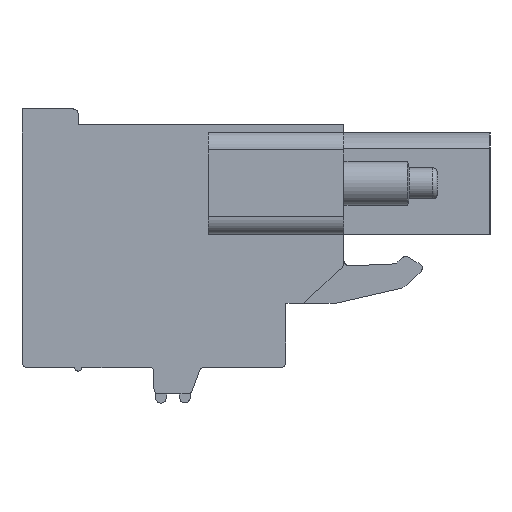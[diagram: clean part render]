
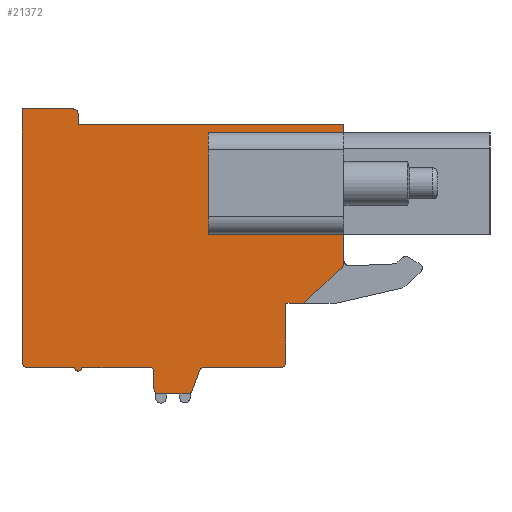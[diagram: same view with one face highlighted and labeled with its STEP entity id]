
A CAD part, left-side view. The second image highlights one B-rep face of the part: STEP entity #21372.
In plain terms, the highlighted planar face has unit normal (-1, 0, 0).
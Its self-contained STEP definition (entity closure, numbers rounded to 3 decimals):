
#3732=DIRECTION('',(0.,1.,0.));
#3733=VECTOR('',#3732,6.1);
#3734=CARTESIAN_POINT('',(-97.14,-4.06,0.73));
#3735=LINE('',#3734,#3733);
#3736=DIRECTION('',(0.,1.,0.));
#3737=VECTOR('',#3736,6.1);
#3738=CARTESIAN_POINT('',(-97.14,-4.06,6.53));
#3739=LINE('',#3738,#3737);
#3740=DIRECTION('',(0.,0.,-1.));
#3741=VECTOR('',#3740,7.87);
#3742=CARTESIAN_POINT('',(-97.14,-5.66,6.96));
#3743=LINE('',#3742,#3741);
#3744=CARTESIAN_POINT('',(-97.14,-5.36,-0.91));
#3745=DIRECTION('',(1.,0.,0.));
#3746=DIRECTION('',(0.,-1.,0.));
#3747=AXIS2_PLACEMENT_3D('',#3744,#3745,#3746);
#3749=DIRECTION('',(0.,0.731,-0.683));
#3750=VECTOR('',#3749,3.018);
#3751=CARTESIAN_POINT('',(-97.14,-5.565,-1.129));
#3752=LINE('',#3751,#3750);
#3753=DIRECTION('',(0.,1.,0.));
#3754=VECTOR('',#3753,1.);
#3755=CARTESIAN_POINT('',(-97.14,-3.36,-3.19));
#3756=LINE('',#3755,#3754);
#3757=DIRECTION('',(0.,0.,-1.));
#3758=VECTOR('',#3757,3.35);
#3759=CARTESIAN_POINT('',(-97.14,-2.36,-3.19));
#3760=LINE('',#3759,#3758);
#3761=CARTESIAN_POINT('',(-97.14,-2.06,-6.54));
#3762=DIRECTION('',(1.,0.,0.));
#3763=DIRECTION('',(0.,-1.,0.));
#3764=AXIS2_PLACEMENT_3D('',#3761,#3762,#3763);
#3766=DIRECTION('',(0.,1.,0.));
#3767=VECTOR('',#3766,4.34);
#3768=CARTESIAN_POINT('',(-97.14,-2.06,-6.84));
#3769=LINE('',#3768,#3767);
#3770=CARTESIAN_POINT('',(-97.14,2.28,-7.14));
#3771=DIRECTION('',(-1.,0.,0.));
#3772=DIRECTION('',(0.,0.,1.));
#3773=AXIS2_PLACEMENT_3D('',#3770,#3771,#3772);
#3775=DIRECTION('',(0.,0.345,-0.939));
#3776=VECTOR('',#3775,1.179);
#3777=CARTESIAN_POINT('',(-97.14,2.562,-7.037));
#3778=LINE('',#3777,#3776);
#3779=CARTESIAN_POINT('',(-97.14,3.25,-8.04));
#3780=DIRECTION('',(1.,0.,0.));
#3781=DIRECTION('',(0.,-0.939,-0.345));
#3782=AXIS2_PLACEMENT_3D('',#3779,#3780,#3781);
#3784=DIRECTION('',(0.,1.,0.));
#3785=VECTOR('',#3784,1.59);
#3786=CARTESIAN_POINT('',(-97.14,3.25,-8.34));
#3787=LINE('',#3786,#3785);
#3788=CARTESIAN_POINT('',(-97.14,4.84,-8.04));
#3789=DIRECTION('',(1.,0.,0.));
#3790=DIRECTION('',(0.,0.,-1.));
#3791=AXIS2_PLACEMENT_3D('',#3788,#3789,#3790);
#3793=DIRECTION('',(0.,0.,1.));
#3794=VECTOR('',#3793,1.);
#3795=CARTESIAN_POINT('',(-97.14,5.14,-8.04));
#3796=LINE('',#3795,#3794);
#3797=CARTESIAN_POINT('',(-97.14,5.34,-7.04));
#3798=DIRECTION('',(-1.,0.,0.));
#3799=DIRECTION('',(0.,-1.,0.));
#3800=AXIS2_PLACEMENT_3D('',#3797,#3798,#3799);
#3802=DIRECTION('',(0.,1.,0.));
#3803=VECTOR('',#3802,3.9);
#3804=CARTESIAN_POINT('',(-97.14,5.34,-6.84));
#3805=LINE('',#3804,#3803);
#3806=CARTESIAN_POINT('',(-97.14,9.44,-6.84));
#3807=DIRECTION('',(1.,0.,0.));
#3808=DIRECTION('',(0.,-1.,0.));
#3809=AXIS2_PLACEMENT_3D('',#3806,#3807,#3808);
#3811=DIRECTION('',(0.,1.,0.));
#3812=VECTOR('',#3811,2.7);
#3813=CARTESIAN_POINT('',(-97.14,9.64,-6.84));
#3814=LINE('',#3813,#3812);
#3815=CARTESIAN_POINT('',(-97.14,12.34,-6.54));
#3816=DIRECTION('',(1.,0.,0.));
#3817=DIRECTION('',(0.,0.,-1.));
#3818=AXIS2_PLACEMENT_3D('',#3815,#3816,#3817);
#3820=DIRECTION('',(0.,0.,1.));
#3821=VECTOR('',#3820,14.4);
#3822=CARTESIAN_POINT('',(-97.14,12.64,-6.54));
#3823=LINE('',#3822,#3821);
#3824=DIRECTION('',(0.,-1.,0.));
#3825=VECTOR('',#3824,2.9);
#3826=CARTESIAN_POINT('',(-97.14,12.64,7.86));
#3827=LINE('',#3826,#3825);
#3828=CARTESIAN_POINT('',(-97.14,9.74,7.56));
#3829=DIRECTION('',(1.,0.,0.));
#3830=DIRECTION('',(0.,0.,1.));
#3831=AXIS2_PLACEMENT_3D('',#3828,#3829,#3830);
#3833=DIRECTION('',(0.,0.,-1.));
#3834=VECTOR('',#3833,0.6);
#3835=CARTESIAN_POINT('',(-97.14,9.44,7.56));
#3836=LINE('',#3835,#3834);
#3837=DIRECTION('',(0.,-1.,0.));
#3838=VECTOR('',#3837,15.1);
#3839=CARTESIAN_POINT('',(-97.14,9.44,6.96));
#3840=LINE('',#3839,#3838);
#3892=DIRECTION('',(0.,0.,1.));
#3893=VECTOR('',#3892,5.8);
#3894=CARTESIAN_POINT('',(-97.14,2.04,0.73));
#3895=LINE('',#3894,#3893);
#3997=DIRECTION('',(0.,0.,1.));
#3998=VECTOR('',#3997,5.8);
#3999=CARTESIAN_POINT('',(-97.14,-4.06,0.73));
#4000=LINE('',#3999,#3998);
#12267=CARTESIAN_POINT('',(-97.14,9.44,6.96));
#12268=CARTESIAN_POINT('',(-97.14,-5.66,6.96));
#12269=VERTEX_POINT('',#12267);
#12270=VERTEX_POINT('',#12268);
#12271=CARTESIAN_POINT('',(-97.14,-5.66,-0.91));
#12272=CARTESIAN_POINT('',(-97.14,-5.565,-1.129));
#12273=VERTEX_POINT('',#12271);
#12274=VERTEX_POINT('',#12272);
#12275=CARTESIAN_POINT('',(-97.14,-3.36,-3.19));
#12276=VERTEX_POINT('',#12275);
#12277=CARTESIAN_POINT('',(-97.14,-2.36,-3.19));
#12278=VERTEX_POINT('',#12277);
#12279=CARTESIAN_POINT('',(-97.14,-2.36,-6.54));
#12280=VERTEX_POINT('',#12279);
#12281=CARTESIAN_POINT('',(-97.14,-2.06,-6.84));
#12282=VERTEX_POINT('',#12281);
#12283=CARTESIAN_POINT('',(-97.14,2.28,-6.84));
#12284=VERTEX_POINT('',#12283);
#12285=CARTESIAN_POINT('',(-97.14,2.562,-7.037));
#12286=VERTEX_POINT('',#12285);
#12287=CARTESIAN_POINT('',(-97.14,2.968,-8.143));
#12288=VERTEX_POINT('',#12287);
#12289=CARTESIAN_POINT('',(-97.14,3.25,-8.34));
#12290=VERTEX_POINT('',#12289);
#12291=CARTESIAN_POINT('',(-97.14,4.84,-8.34));
#12292=VERTEX_POINT('',#12291);
#12293=CARTESIAN_POINT('',(-97.14,5.14,-8.04));
#12294=VERTEX_POINT('',#12293);
#12295=CARTESIAN_POINT('',(-97.14,5.14,-7.04));
#12296=VERTEX_POINT('',#12295);
#12297=CARTESIAN_POINT('',(-97.14,5.34,-6.84));
#12298=VERTEX_POINT('',#12297);
#12299=CARTESIAN_POINT('',(-97.14,9.24,-6.84));
#12300=VERTEX_POINT('',#12299);
#12301=CARTESIAN_POINT('',(-97.14,9.64,-6.84));
#12302=VERTEX_POINT('',#12301);
#12303=CARTESIAN_POINT('',(-97.14,12.34,-6.84));
#12304=VERTEX_POINT('',#12303);
#12305=CARTESIAN_POINT('',(-97.14,12.64,-6.54));
#12306=VERTEX_POINT('',#12305);
#12307=CARTESIAN_POINT('',(-97.14,12.64,7.86));
#12308=VERTEX_POINT('',#12307);
#12309=CARTESIAN_POINT('',(-97.14,9.74,7.86));
#12310=VERTEX_POINT('',#12309);
#12311=CARTESIAN_POINT('',(-97.14,9.44,7.56));
#12312=VERTEX_POINT('',#12311);
#15901=CARTESIAN_POINT('',(-97.14,2.04,0.73));
#15902=CARTESIAN_POINT('',(-97.14,2.04,6.53));
#15903=VERTEX_POINT('',#15901);
#15904=VERTEX_POINT('',#15902);
#15937=CARTESIAN_POINT('',(-97.14,-4.06,0.73));
#15938=CARTESIAN_POINT('',(-97.14,-4.06,6.53));
#15939=VERTEX_POINT('',#15937);
#15940=VERTEX_POINT('',#15938);
#21310=CARTESIAN_POINT('',(-97.14,0.,0.));
#21311=DIRECTION('',(1.,0.,0.));
#21312=DIRECTION('',(0.,-1.,0.));
#21313=AXIS2_PLACEMENT_3D('',#21310,#21311,#21312);
#21314=PLANE('',#21313);
#21315=ORIENTED_EDGE('',*,*,#16189,.T.);
#21317=ORIENTED_EDGE('',*,*,#21316,.T.);
#21319=ORIENTED_EDGE('',*,*,#21318,.T.);
#21321=ORIENTED_EDGE('',*,*,#21320,.T.);
#21323=ORIENTED_EDGE('',*,*,#21322,.T.);
#21325=ORIENTED_EDGE('',*,*,#21324,.T.);
#21327=ORIENTED_EDGE('',*,*,#21326,.T.);
#21329=ORIENTED_EDGE('',*,*,#21328,.T.);
#21331=ORIENTED_EDGE('',*,*,#21330,.T.);
#21333=ORIENTED_EDGE('',*,*,#21332,.T.);
#21335=ORIENTED_EDGE('',*,*,#21334,.T.);
#21337=ORIENTED_EDGE('',*,*,#21336,.T.);
#21339=ORIENTED_EDGE('',*,*,#21338,.T.);
#21341=ORIENTED_EDGE('',*,*,#21340,.T.);
#21343=ORIENTED_EDGE('',*,*,#21342,.T.);
#21345=ORIENTED_EDGE('',*,*,#21344,.T.);
#21347=ORIENTED_EDGE('',*,*,#21346,.T.);
#21349=ORIENTED_EDGE('',*,*,#21348,.T.);
#21351=ORIENTED_EDGE('',*,*,#21350,.T.);
#21353=ORIENTED_EDGE('',*,*,#21352,.T.);
#21355=ORIENTED_EDGE('',*,*,#21354,.T.);
#21357=ORIENTED_EDGE('',*,*,#21356,.T.);
#21359=ORIENTED_EDGE('',*,*,#21358,.T.);
#21360=EDGE_LOOP('',(#21315,#21317,#21319,#21321,#21323,#21325,#21327,#21329,
#21331,#21333,#21335,#21337,#21339,#21341,#21343,#21345,#21347,#21349,#21351,
#21353,#21355,#21357,#21359));
#21361=FACE_OUTER_BOUND('',#21360,.F.);
#21363=ORIENTED_EDGE('',*,*,#21362,.F.);
#21365=ORIENTED_EDGE('',*,*,#21364,.T.);
#21367=ORIENTED_EDGE('',*,*,#21366,.T.);
#21369=ORIENTED_EDGE('',*,*,#21368,.F.);
#21370=EDGE_LOOP('',(#21363,#21365,#21367,#21369));
#21371=FACE_BOUND('',#21370,.F.);
#21372=ADVANCED_FACE('',(#21361,#21371),#21314,.F.);
#3748=CIRCLE('',#3747,0.3);
#3765=CIRCLE('',#3764,0.3);
#3774=CIRCLE('',#3773,0.3);
#3783=CIRCLE('',#3782,0.3);
#3792=CIRCLE('',#3791,0.3);
#3801=CIRCLE('',#3800,0.2);
#3810=CIRCLE('',#3809,0.2);
#3819=CIRCLE('',#3818,0.3);
#3832=CIRCLE('',#3831,0.3);
#16189=EDGE_CURVE('',#12270,#12273,#3743,.T.);
#21316=EDGE_CURVE('',#12273,#12274,#3748,.T.);
#21318=EDGE_CURVE('',#12274,#12276,#3752,.T.);
#21320=EDGE_CURVE('',#12276,#12278,#3756,.T.);
#21322=EDGE_CURVE('',#12278,#12280,#3760,.T.);
#21324=EDGE_CURVE('',#12280,#12282,#3765,.T.);
#21326=EDGE_CURVE('',#12282,#12284,#3769,.T.);
#21328=EDGE_CURVE('',#12284,#12286,#3774,.T.);
#21330=EDGE_CURVE('',#12286,#12288,#3778,.T.);
#21332=EDGE_CURVE('',#12288,#12290,#3783,.T.);
#21334=EDGE_CURVE('',#12290,#12292,#3787,.T.);
#21336=EDGE_CURVE('',#12292,#12294,#3792,.T.);
#21338=EDGE_CURVE('',#12294,#12296,#3796,.T.);
#21340=EDGE_CURVE('',#12296,#12298,#3801,.T.);
#21342=EDGE_CURVE('',#12298,#12300,#3805,.T.);
#21344=EDGE_CURVE('',#12300,#12302,#3810,.T.);
#21346=EDGE_CURVE('',#12302,#12304,#3814,.T.);
#21348=EDGE_CURVE('',#12304,#12306,#3819,.T.);
#21350=EDGE_CURVE('',#12306,#12308,#3823,.T.);
#21352=EDGE_CURVE('',#12308,#12310,#3827,.T.);
#21354=EDGE_CURVE('',#12310,#12312,#3832,.T.);
#21356=EDGE_CURVE('',#12312,#12269,#3836,.T.);
#21358=EDGE_CURVE('',#12269,#12270,#3840,.T.);
#21362=EDGE_CURVE('',#15939,#15903,#3735,.T.);
#21364=EDGE_CURVE('',#15939,#15940,#4000,.T.);
#21366=EDGE_CURVE('',#15940,#15904,#3739,.T.);
#21368=EDGE_CURVE('',#15903,#15904,#3895,.T.);
